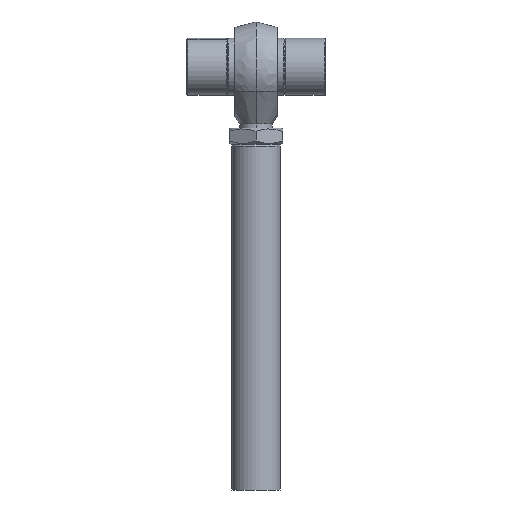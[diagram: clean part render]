
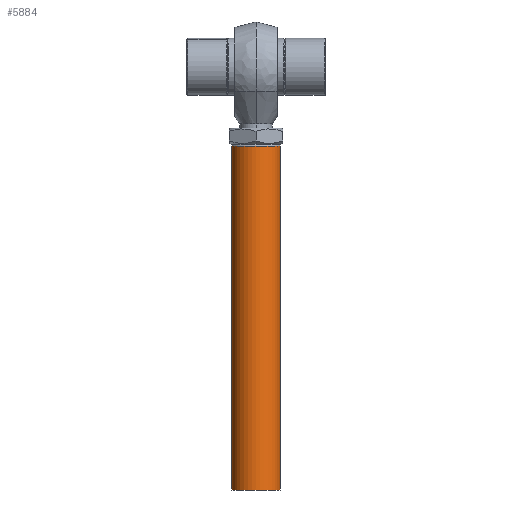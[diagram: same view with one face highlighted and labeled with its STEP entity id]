
A CAD part, left-side view. The second image highlights one B-rep face of the part: STEP entity #5884.
In plain terms, the highlighted cylindrical face has radius 6 mm (diameter 12 mm), a partial arc.
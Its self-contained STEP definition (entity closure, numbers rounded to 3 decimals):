
#35 = CIRCLE ( 'NONE', #5904, 6. ) ;
#120 = AXIS2_PLACEMENT_3D ( 'NONE', #8146, #2242, #161 ) ;
#161 = DIRECTION ( 'NONE',  ( 0., -1., 0. ) ) ;
#295 = ORIENTED_EDGE ( 'NONE', *, *, #5839, .F. ) ;
#303 = LINE ( 'NONE', #2941, #5659 ) ;
#404 = DIRECTION ( 'NONE',  ( 0., 0., -1. ) ) ;
#430 = CARTESIAN_POINT ( 'NONE',  ( 6., 0., -0.5 ) ) ;
#757 = CYLINDRICAL_SURFACE ( 'NONE', #2338, 6. ) ;
#877 = VERTEX_POINT ( 'NONE', #7644 ) ;
#1738 = EDGE_CURVE ( 'NONE', #4385, #877, #303, .T. ) ;
#1797 = DIRECTION ( 'NONE',  ( 1., 0., 0. ) ) ;
#1848 = DIRECTION ( 'NONE',  ( 1., 0., 0. ) ) ;
#2242 = DIRECTION ( 'NONE',  ( 0., 0., -1. ) ) ;
#2286 = FACE_OUTER_BOUND ( 'NONE', #4374, .T. ) ;
#2338 = AXIS2_PLACEMENT_3D ( 'NONE', #7719, #404, #1797 ) ;
#2941 = CARTESIAN_POINT ( 'NONE',  ( -6., 0., 0. ) ) ;
#2982 = VECTOR ( 'NONE', #5429, 1000. ) ;
#3441 = EDGE_CURVE ( 'NONE', #7021, #5751, #4858, .T. ) ;
#4169 = CARTESIAN_POINT ( 'NONE',  ( 6., 0., -84.777 ) ) ;
#4374 = EDGE_LOOP ( 'NONE', ( #6083, #7714, #295, #8024 ) ) ;
#4385 = VERTEX_POINT ( 'NONE', #4879 ) ;
#4858 = LINE ( 'NONE', #6148, #2982 ) ;
#4879 = CARTESIAN_POINT ( 'NONE',  ( -6., 0., -0.5 ) ) ;
#5095 = CARTESIAN_POINT ( 'NONE',  ( 0., 0., -0.5 ) ) ;
#5429 = DIRECTION ( 'NONE',  ( 0., 0., -1. ) ) ;
#5659 = VECTOR ( 'NONE', #6273, 1000. ) ;
#5751 = VERTEX_POINT ( 'NONE', #4169 ) ;
#5839 = EDGE_CURVE ( 'NONE', #5751, #877, #7932, .T. ) ;
#5884 = ADVANCED_FACE ( 'NONE', ( #2286 ), #757, .T. ) ;
#5904 = AXIS2_PLACEMENT_3D ( 'NONE', #5095, #7724, #1848 ) ;
#6083 = ORIENTED_EDGE ( 'NONE', *, *, #7672, .T. ) ;
#6148 = CARTESIAN_POINT ( 'NONE',  ( 6., 0., 0. ) ) ;
#6273 = DIRECTION ( 'NONE',  ( 0., 0., -1. ) ) ;
#7021 = VERTEX_POINT ( 'NONE', #430 ) ;
#7644 = CARTESIAN_POINT ( 'NONE',  ( -6., 0., -84.777 ) ) ;
#7672 = EDGE_CURVE ( 'NONE', #7021, #4385, #35, .T. ) ;
#7714 = ORIENTED_EDGE ( 'NONE', *, *, #1738, .T. ) ;
#7719 = CARTESIAN_POINT ( 'NONE',  ( 0., 0., 0. ) ) ;
#7724 = DIRECTION ( 'NONE',  ( 0., 0., -1. ) ) ;
#7932 = CIRCLE ( 'NONE', #120, 6. ) ;
#8024 = ORIENTED_EDGE ( 'NONE', *, *, #3441, .F. ) ;
#8146 = CARTESIAN_POINT ( 'NONE',  ( 0., 0., -84.777 ) ) ;
